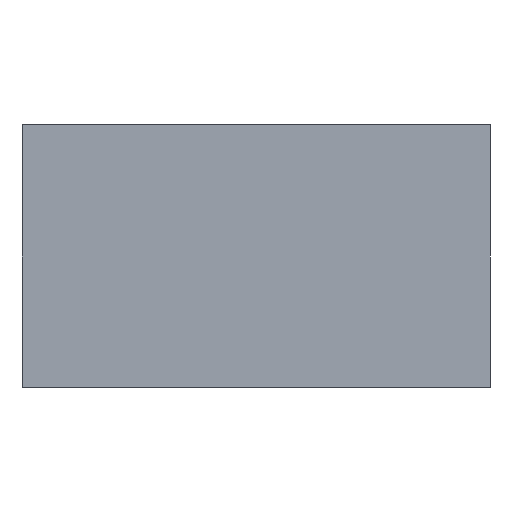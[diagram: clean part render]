
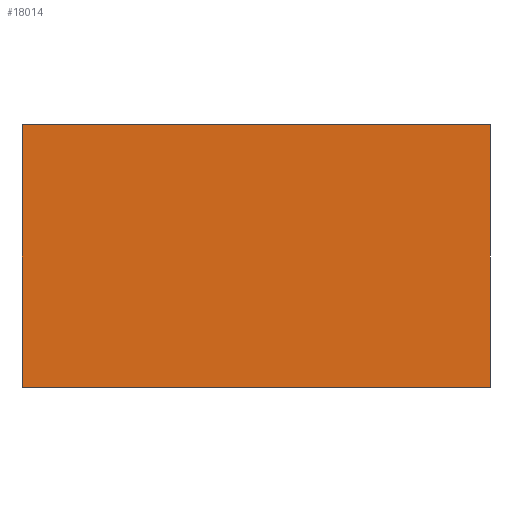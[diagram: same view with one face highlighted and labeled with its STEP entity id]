
A CAD part, front view. The second image highlights one B-rep face of the part: STEP entity #18014.
In plain terms, the highlighted planar face has unit normal (0, -1, 0).
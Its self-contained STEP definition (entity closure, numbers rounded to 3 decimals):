
#174 = ORIENTED_EDGE ( 'NONE', *, *, #3083, .F. ) ;
#1343 = CARTESIAN_POINT ( 'NONE',  ( -56.743, 0., 38.968 ) ) ;
#1450 = CARTESIAN_POINT ( 'NONE',  ( -56.743, 0., -50.532 ) ) ;
#1555 = LINE ( 'NONE', #1343, #14155 ) ;
#1605 = VERTEX_POINT ( 'NONE', #10108 ) ;
#2505 = DIRECTION ( 'NONE',  ( 1., 0., 0. ) ) ;
#3083 = EDGE_CURVE ( 'NONE', #6810, #1605, #6876, .T. ) ;
#3336 = AXIS2_PLACEMENT_3D ( 'NONE', #12124, #15614, #20154 ) ;
#3513 = EDGE_LOOP ( 'NONE', ( #11865, #174, #21517, #10966 ) ) ;
#4387 = PLANE ( 'NONE',  #3336 ) ;
#4541 = DIRECTION ( 'NONE',  ( 0., 0., 1. ) ) ;
#5205 = CARTESIAN_POINT ( 'NONE',  ( 102.757, 0., 38.968 ) ) ;
#6810 = VERTEX_POINT ( 'NONE', #14881 ) ;
#6876 = LINE ( 'NONE', #5205, #13720 ) ;
#7066 = CARTESIAN_POINT ( 'NONE',  ( -56.743, 0., -50.532 ) ) ;
#8412 = EDGE_CURVE ( 'NONE', #20467, #12567, #1555, .T. ) ;
#8463 = EDGE_CURVE ( 'NONE', #1605, #20467, #19891, .T. ) ;
#10108 = CARTESIAN_POINT ( 'NONE',  ( 102.757, 0., -50.532 ) ) ;
#10228 = VECTOR ( 'NONE', #2505, 1000. ) ;
#10966 = ORIENTED_EDGE ( 'NONE', *, *, #8412, .F. ) ;
#11171 = CARTESIAN_POINT ( 'NONE',  ( -56.743, 0., 38.968 ) ) ;
#11358 = VECTOR ( 'NONE', #16373, 1000. ) ;
#11865 = ORIENTED_EDGE ( 'NONE', *, *, #8463, .F. ) ;
#11869 = DIRECTION ( 'NONE',  ( 0., 0., -1. ) ) ;
#12124 = CARTESIAN_POINT ( 'NONE',  ( -56.743, 0., 38.968 ) ) ;
#12567 = VERTEX_POINT ( 'NONE', #19154 ) ;
#13334 = EDGE_CURVE ( 'NONE', #12567, #6810, #16229, .T. ) ;
#13720 = VECTOR ( 'NONE', #11869, 1000. ) ;
#14155 = VECTOR ( 'NONE', #4541, 1000. ) ;
#14881 = CARTESIAN_POINT ( 'NONE',  ( 102.757, 0., 38.968 ) ) ;
#15614 = DIRECTION ( 'NONE',  ( 0., 1., 0. ) ) ;
#16229 = LINE ( 'NONE', #11171, #10228 ) ;
#16373 = DIRECTION ( 'NONE',  ( -1., 0., 0. ) ) ;
#18014 = ADVANCED_FACE ( 'NONE', ( #19399 ), #4387, .F. ) ;
#19154 = CARTESIAN_POINT ( 'NONE',  ( -56.743, 0., 38.968 ) ) ;
#19399 = FACE_OUTER_BOUND ( 'NONE', #3513, .T. ) ;
#19891 = LINE ( 'NONE', #1450, #11358 ) ;
#20154 = DIRECTION ( 'NONE',  ( 0., 0., 1. ) ) ;
#20467 = VERTEX_POINT ( 'NONE', #7066 ) ;
#21517 = ORIENTED_EDGE ( 'NONE', *, *, #13334, .F. ) ;
